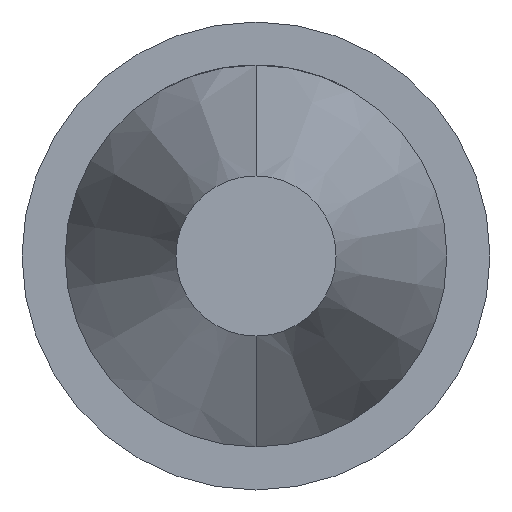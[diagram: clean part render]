
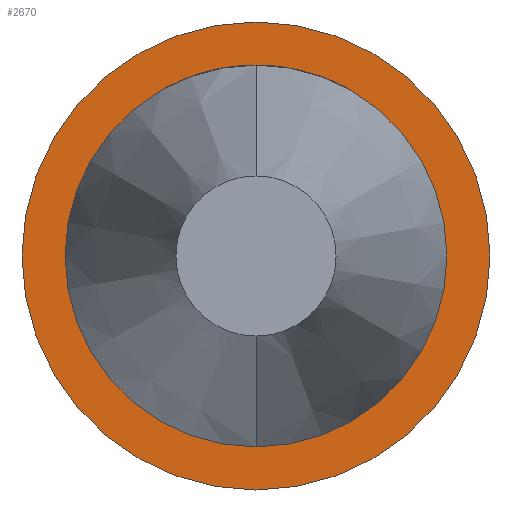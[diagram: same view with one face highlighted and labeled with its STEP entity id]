
A CAD part, front view. The second image highlights one B-rep face of the part: STEP entity #2670.
In plain terms, the highlighted planar face has unit normal (0, -1, 0).
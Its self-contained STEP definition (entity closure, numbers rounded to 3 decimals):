
#144 = CIRCLE ( 'NONE', #3017, 2. ) ;
#622 = VERTEX_POINT ( 'NONE', #3445 ) ;
#669 = EDGE_LOOP ( 'NONE', ( #3688, #2375 ) ) ;
#676 = EDGE_CURVE ( 'Defeature ausgef�hrt1_1+Defeature ausgef�hrt1_2+Defeature ausgef�hrt1_2+Defeature ausgef�hrt1_2', #622, #948, #3259, .T. ) ;
#743 = CIRCLE ( 'NONE', #2892, 2. ) ;
#758 = DIRECTION ( 'NONE',  ( 0., 1., 0. ) ) ;
#948 = VERTEX_POINT ( 'NONE', #1691 ) ;
#1218 = DIRECTION ( 'NONE',  ( 0., 1., 0. ) ) ;
#1270 = DIRECTION ( 'NONE',  ( 0., 1., 0. ) ) ;
#1288 = CARTESIAN_POINT ( 'NONE',  ( 0., 73.9, 0. ) ) ;
#1433 = DIRECTION ( 'NONE',  ( 0., 0., -1. ) ) ;
#1459 = CIRCLE ( 'NONE', #3478, 3.8 ) ;
#1560 = DIRECTION ( 'NONE',  ( 0., 0., -1. ) ) ;
#1623 = FACE_BOUND ( 'NONE', #669, .T. ) ;
#1691 = CARTESIAN_POINT ( 'NONE',  ( 0., 73.9, 3.8 ) ) ;
#1860 = EDGE_CURVE ( 'Defeature ausgef�hrt1_2+Defeature ausgef�hrt1_3+Defeature ausgef�hrt1_3+Defeature ausgef�hrt1_3', #2079, #2260, #144, .T. ) ;
#1972 = AXIS2_PLACEMENT_3D ( 'NONE', #2096, #1218, #1433 ) ;
#2024 = EDGE_CURVE ( 'Defeature ausgef�hrt1_2+Defeature ausgef�hrt1_3+Defeature ausgef�hrt1_3+Defeature ausgef�hrt1_3', #2260, #2079, #743, .T. ) ;
#2079 = VERTEX_POINT ( 'NONE', #2338 ) ;
#2096 = CARTESIAN_POINT ( 'NONE',  ( 0., 73.9, 0. ) ) ;
#2202 = PLANE ( 'NONE',  #2518 ) ;
#2241 = ORIENTED_EDGE ( 'NONE', *, *, #3310, .F. ) ;
#2252 = CARTESIAN_POINT ( 'NONE',  ( 0., 73.9, 0. ) ) ;
#2260 = VERTEX_POINT ( 'NONE', #3088 ) ;
#2271 = CARTESIAN_POINT ( 'NONE',  ( 0., 73.9, 0. ) ) ;
#2294 = DIRECTION ( 'NONE',  ( 0., 0., -1. ) ) ;
#2338 = CARTESIAN_POINT ( 'NONE',  ( 0., 73.9, -2. ) ) ;
#2375 = ORIENTED_EDGE ( 'NONE', *, *, #2024, .T. ) ;
#2518 = AXIS2_PLACEMENT_3D ( 'NONE', #3061, #758, #2738 ) ;
#2670 = ADVANCED_FACE ( 'Defeature ausgef�hrt1_2', ( #1623, #3675 ), #2202, .F. ) ;
#2738 = DIRECTION ( 'NONE',  ( 0., 0., -1. ) ) ;
#2819 = DIRECTION ( 'NONE',  ( 0., 1., 0. ) ) ;
#2825 = DIRECTION ( 'NONE',  ( 0., 1., 0. ) ) ;
#2892 = AXIS2_PLACEMENT_3D ( 'NONE', #2252, #2825, #2294 ) ;
#3017 = AXIS2_PLACEMENT_3D ( 'NONE', #1288, #1270, #1560 ) ;
#3061 = CARTESIAN_POINT ( 'NONE',  ( 0., 73.9, 0. ) ) ;
#3088 = CARTESIAN_POINT ( 'NONE',  ( 0., 73.9, 2. ) ) ;
#3132 = ORIENTED_EDGE ( 'NONE', *, *, #676, .F. ) ;
#3233 = EDGE_LOOP ( 'NONE', ( #2241, #3132 ) ) ;
#3259 = CIRCLE ( 'NONE', #1972, 3.8 ) ;
#3310 = EDGE_CURVE ( 'Defeature ausgef�hrt1_1+Defeature ausgef�hrt1_2+Defeature ausgef�hrt1_2+Defeature ausgef�hrt1_2', #948, #622, #1459, .T. ) ;
#3359 = DIRECTION ( 'NONE',  ( 0., 0., -1. ) ) ;
#3445 = CARTESIAN_POINT ( 'NONE',  ( 0., 73.9, -3.8 ) ) ;
#3478 = AXIS2_PLACEMENT_3D ( 'NONE', #2271, #2819, #3359 ) ;
#3675 = FACE_OUTER_BOUND ( 'NONE', #3233, .T. ) ;
#3688 = ORIENTED_EDGE ( 'NONE', *, *, #1860, .T. ) ;
